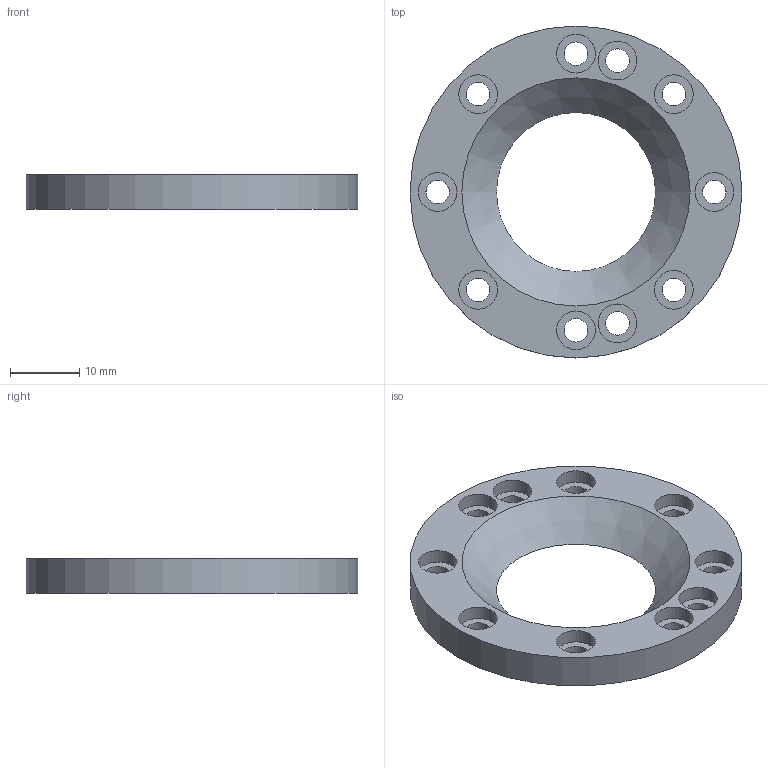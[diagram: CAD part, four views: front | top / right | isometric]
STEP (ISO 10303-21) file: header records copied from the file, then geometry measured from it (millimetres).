
FILE_DESCRIPTION(('FreeCAD Model'),'2;1');
FILE_NAME('Open CASCADE Shape Model','2024-06-04T17:15:18',(''),(''), 'Open CASCADE STEP processor 7.8','FreeCAD','Unknown');
FILE_SCHEMA(('AUTOMOTIVE_DESIGN { 1 0 10303 214 1 1 1 1 }'));
Length unit declared in the file: millimetre
Products named in the file (1): AligningRing (Solid)
Bounding box: 48 x 48 x 5 mm (x, y, z)
Volume: 5171.3 mm3; surface area: 4215 mm2
Topology: 1 solids, 1 shells, 34 faces, 66 edges, 44 vertices
Faces by surface type: cylinder 21, plane 12, cone 1
Full cylindrical faces by diameter (mm): 3.4 x10, 5.6 x10, 48 x1
Entity records: 960 total; most frequent: DIRECTION 180, CARTESIAN_POINT 145, ORIENTED_EDGE 132, AXIS2_PLACEMENT_3D 79, FACE_BOUND 66, EDGE_LOOP 66, EDGE_CURVE 66, VERTEX_POINT 44
